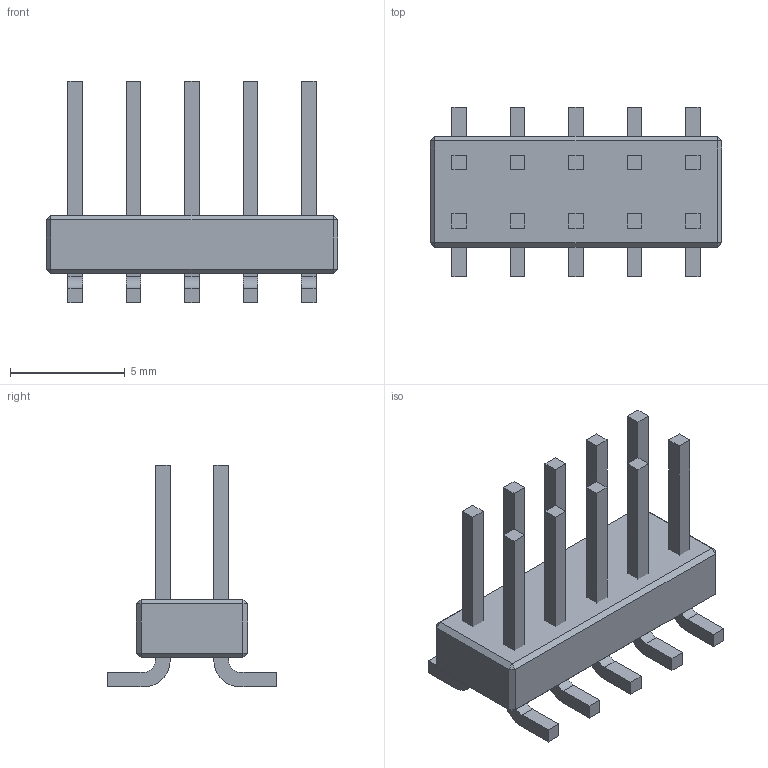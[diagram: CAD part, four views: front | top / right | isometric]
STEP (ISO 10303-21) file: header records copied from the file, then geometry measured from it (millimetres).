
FILE_DESCRIPTION(('FreeCAD Model'),'2;1');
FILE_NAME('header_smd_2_54_2x5.step', '2020-12-06T10:51:33',('Author'),(''), 'Open CASCADE STEP processor 7.4','FreeCAD','Unknown');
FILE_SCHEMA(('AUTOMOTIVE_DESIGN { 1 0 10303 214 1 1 1 1 }'));
Length unit declared in the file: millimetre
Products named in the file (3): Array; Array_(Mirror_#1); Chamfer
Bounding box: 12.7 x 7.37 x 9.65 mm (x, y, z)
Volume: 200.9 mm3; surface area: 502.1 mm2
Topology: 11 solids, 11 shells, 126 faces, 288 edges, 184 vertices
Faces by surface type: plane 106, cylinder 20
Entity records: 7571 total; most frequent: CARTESIAN_POINT 1295, DIRECTION 1138, LINE 784, VECTOR 784, ORIENTED_EDGE 576, PCURVE 576, DEFINITIONAL_REPRESENTATION 576, EDGE_CURVE 288
